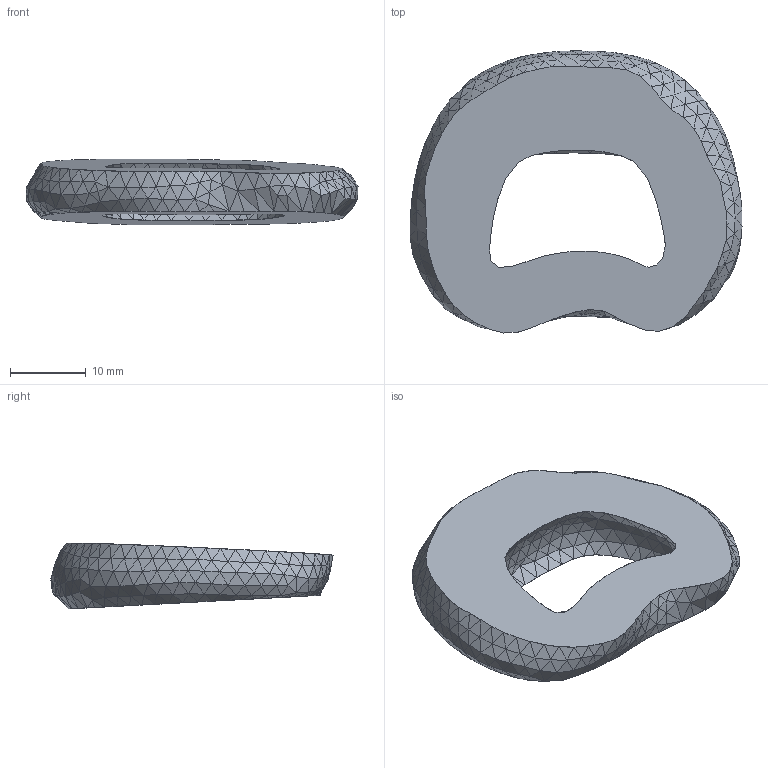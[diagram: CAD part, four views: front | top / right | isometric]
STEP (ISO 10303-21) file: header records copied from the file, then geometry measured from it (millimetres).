
FILE_DESCRIPTION(/* description */ (''),/* implementation_level */ '2;1');
FILE_NAME(/* name */ 'A2.step',/* time_stamp */ '2024-06-06T23:34:54-04:00',/* author */ (''),/* organization */ (''),/* preprocessor_version */ 'ST-DEVELOPER v20',/* originating_system */ 'Autodesk Translation Framework v13.14.0.145',/* authorisation */ '');
FILE_SCHEMA (('AUTOMOTIVE_DESIGN { 1 0 10303 214 3 1 1 }'));
Length unit declared in the file: millimetre
Products named in the file (1): A2
Bounding box: 43.97 x 37.36 x 8.73 mm (x, y, z)
Volume: 6397.6 mm3; surface area: 3229 mm2
Topology: 1 solids, 1 shells, 1213 faces, 2309 edges, 1098 vertices
Faces by surface type: plane 1213
Entity records: 28108 total; most frequent: DIRECTION 4737, CARTESIAN_POINT 4621, ORIENTED_EDGE 4618, LINE 2309, VECTOR 2309, EDGE_CURVE 2309, EDGE_LOOP 1215, AXIS2_PLACEMENT_3D 1214
